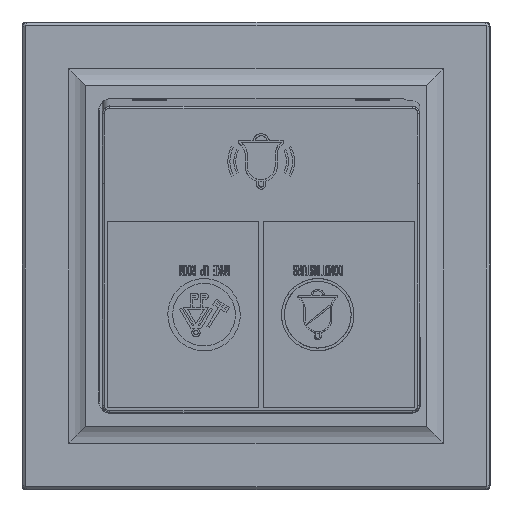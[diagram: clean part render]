
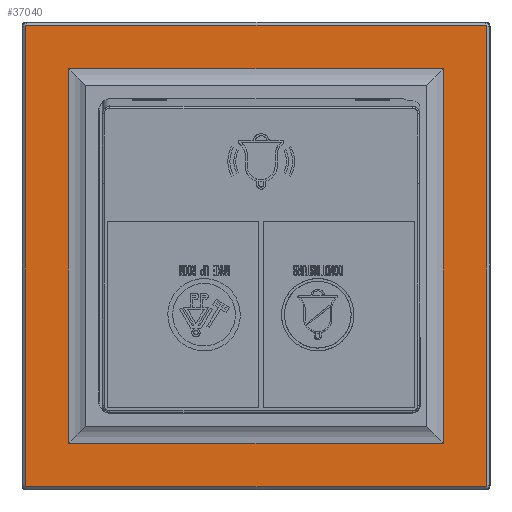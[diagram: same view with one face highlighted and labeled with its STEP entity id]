
A CAD part, top view. The second image highlights one B-rep face of the part: STEP entity #37040.
In plain terms, the highlighted planar face has unit normal (0, 0, 1).
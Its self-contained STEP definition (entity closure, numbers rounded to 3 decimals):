
#366 = CARTESIAN_POINT ( 'NONE',  ( 82.474, 0., 0. ) ) ;
#391 = VERTEX_POINT ( 'NONE', #2383 ) ;
#468 = CARTESIAN_POINT ( 'NONE',  ( 82.675, 0.273, 0. ) ) ;
#477 = EDGE_CURVE ( 'NONE', #23636, #31470, #12283, .T. ) ;
#1375 = CARTESIAN_POINT ( 'NONE',  ( 74.844, 75.117, 0. ) ) ;
#2339 = CARTESIAN_POINT ( 'NONE',  ( 82.402, 82.948, 0. ) ) ;
#2383 = CARTESIAN_POINT ( 'NONE',  ( 82.675, 82.675, 0. ) ) ;
#2635 = EDGE_LOOP ( 'NONE', ( #3900, #33893, #32145, #24735, #31869, #7148, #33133, #10909 ) ) ;
#3409 = VECTOR ( 'NONE', #16524, 1000. ) ;
#3746 = CARTESIAN_POINT ( 'NONE',  ( -0.072, 82.948, 0. ) ) ;
#3884 = CARTESIAN_POINT ( 'NONE',  ( 82.402, 82.948, 0. ) ) ;
#3900 = ORIENTED_EDGE ( 'NONE', *, *, #19461, .T. ) ;
#4901 = VERTEX_POINT ( 'NONE', #19612 ) ;
#5177 = FACE_BOUND ( 'NONE', #6008, .T. ) ;
#5287 = CARTESIAN_POINT ( 'NONE',  ( 0., 0., 0. ) ) ;
#5464 = CARTESIAN_POINT ( 'NONE',  ( 82.675, 82.675, 0. ) ) ;
#6008 = EDGE_LOOP ( 'NONE', ( #10715, #37885, #35624, #7685 ) ) ;
#6574 = LINE ( 'NONE', #24541, #15050 ) ;
#6714 = LINE ( 'NONE', #12395, #7453 ) ;
#7075 = EDGE_CURVE ( 'NONE', #18466, #32665, #19392, .T. ) ;
#7148 = ORIENTED_EDGE ( 'NONE', *, *, #19512, .T. ) ;
#7453 = VECTOR ( 'NONE', #30540, 1000. ) ;
#7455 = CARTESIAN_POINT ( 'NONE',  ( -0.273, 0.201, 0. ) ) ;
#7685 = ORIENTED_EDGE ( 'NONE', *, *, #19703, .T. ) ;
#7746 = EDGE_CURVE ( 'NONE', #4901, #8258, #38651, .T. ) ;
#8258 = VERTEX_POINT ( 'NONE', #468 ) ;
#8410 = DIRECTION ( 'NONE',  ( 0., 1., 0. ) ) ;
#8526 = VERTEX_POINT ( 'NONE', #14128 ) ;
#9508 = CARTESIAN_POINT ( 'NONE',  ( -0.273, 0.273, 0. ) ) ;
#10715 = ORIENTED_EDGE ( 'NONE', *, *, #18089, .T. ) ;
#10909 = ORIENTED_EDGE ( 'NONE', *, *, #477, .T. ) ;
#10945 = CARTESIAN_POINT ( 'NONE',  ( 7.558, 71.117, 0. ) ) ;
#11493 = VERTEX_POINT ( 'NONE', #9508 ) ;
#11586 = EDGE_CURVE ( 'NONE', #11493, #26770, #12611, .T. ) ;
#11770 = VECTOR ( 'NONE', #12952, 1000. ) ;
#11915 = CARTESIAN_POINT ( 'NONE',  ( 82.646, 82.817, 0. ) ) ;
#12283 = LINE ( 'NONE', #36508, #34224 ) ;
#12395 = CARTESIAN_POINT ( 'NONE',  ( 41.201, 0., 0. ) ) ;
#12574 = AXIS2_PLACEMENT_3D ( 'NONE', #29174, #23135, #36883 ) ;
#12611 = B_SPLINE_CURVE_WITH_KNOTS ( 'NONE', 3,
 ( #28517, #7455, #19941, #14099, #19563, #5287 ),
 .UNSPECIFIED., .F., .F.,
 ( 4, 2, 4 ),
 ( 0., 0.5, 1. ),
 .UNSPECIFIED. ) ;
#12733 = CARTESIAN_POINT ( 'NONE',  ( -0.273, 82.746, 0. ) ) ;
#12823 = DIRECTION ( 'NONE',  ( -1., 0., 0. ) ) ;
#12952 = DIRECTION ( 'NONE',  ( 1., 0., 0. ) ) ;
#13441 = B_SPLINE_CURVE_WITH_KNOTS ( 'NONE', 3,
 ( #18227, #3746, #17831, #15678, #12733, #24633 ),
 .UNSPECIFIED., .F., .F.,
 ( 4, 2, 4 ),
 ( 0., 0.5, 1. ),
 .UNSPECIFIED. ) ;
#13780 = FACE_OUTER_BOUND ( 'NONE', #2635, .T. ) ;
#13808 = B_SPLINE_CURVE_WITH_KNOTS ( 'NONE', 3,
 ( #5464, #14854, #11915, #26745, #38094, #2339 ),
 .UNSPECIFIED., .F., .F.,
 ( 4, 2, 4 ),
 ( 0., 0.5, 1. ),
 .UNSPECIFIED. ) ;
#14099 = CARTESIAN_POINT ( 'NONE',  ( -0.142, 0.029, 0. ) ) ;
#14128 = CARTESIAN_POINT ( 'NONE',  ( -0.273, 82.675, 0. ) ) ;
#14854 = CARTESIAN_POINT ( 'NONE',  ( 82.675, 82.746, 0. ) ) ;
#15050 = VECTOR ( 'NONE', #12823, 1000. ) ;
#15678 = CARTESIAN_POINT ( 'NONE',  ( -0.243, 82.817, 0. ) ) ;
#16524 = DIRECTION ( 'NONE',  ( 0., -1., 0. ) ) ;
#17109 = CARTESIAN_POINT ( 'NONE',  ( 74.844, 7.831, 0. ) ) ;
#17322 = VECTOR ( 'NONE', #25615, 1000. ) ;
#17831 = CARTESIAN_POINT ( 'NONE',  ( -0.142, 82.918, 0. ) ) ;
#18089 = EDGE_CURVE ( 'NONE', #37813, #18466, #36784, .T. ) ;
#18227 = CARTESIAN_POINT ( 'NONE',  ( 0., 82.948, 0. ) ) ;
#18409 = CARTESIAN_POINT ( 'NONE',  ( 7.558, 75.117, 0. ) ) ;
#18466 = VERTEX_POINT ( 'NONE', #1375 ) ;
#18832 = CARTESIAN_POINT ( 'NONE',  ( 70.843, 75.117, 0. ) ) ;
#19087 = EDGE_CURVE ( 'NONE', #26770, #4901, #6714, .T. ) ;
#19357 = CARTESIAN_POINT ( 'NONE',  ( 82.675, 41.474, 0. ) ) ;
#19392 = LINE ( 'NONE', #19963, #17322 ) ;
#19461 = EDGE_CURVE ( 'NONE', #31470, #8526, #13441, .T. ) ;
#19512 = EDGE_CURVE ( 'NONE', #8258, #391, #31448, .T. ) ;
#19563 = CARTESIAN_POINT ( 'NONE',  ( -0.072, 0., 0. ) ) ;
#19612 = CARTESIAN_POINT ( 'NONE',  ( 82.402, 0., 0. ) ) ;
#19703 = EDGE_CURVE ( 'NONE', #24320, #37813, #28904, .T. ) ;
#19941 = CARTESIAN_POINT ( 'NONE',  ( -0.243, 0.13, 0. ) ) ;
#19963 = CARTESIAN_POINT ( 'NONE',  ( 74.844, 11.831, 0. ) ) ;
#21828 = CARTESIAN_POINT ( 'NONE',  ( 82.646, 0.13, 0. ) ) ;
#21857 = VECTOR ( 'NONE', #8410, 1000. ) ;
#22193 = LINE ( 'NONE', #34508, #3409 ) ;
#22742 = PLANE ( 'NONE',  #12574 ) ;
#23135 = DIRECTION ( 'NONE',  ( 0., 0., 1. ) ) ;
#23282 = DIRECTION ( 'NONE',  ( -1., 0., 0. ) ) ;
#23636 = VERTEX_POINT ( 'NONE', #3884 ) ;
#23984 = EDGE_CURVE ( 'NONE', #32665, #24320, #6574, .T. ) ;
#24320 = VERTEX_POINT ( 'NONE', #25197 ) ;
#24541 = CARTESIAN_POINT ( 'NONE',  ( 11.558, 7.831, 0. ) ) ;
#24633 = CARTESIAN_POINT ( 'NONE',  ( -0.273, 82.675, 0. ) ) ;
#24735 = ORIENTED_EDGE ( 'NONE', *, *, #19087, .T. ) ;
#25197 = CARTESIAN_POINT ( 'NONE',  ( 7.558, 7.831, 0. ) ) ;
#25517 = CARTESIAN_POINT ( 'NONE',  ( 82.544, 0.029, 0. ) ) ;
#25615 = DIRECTION ( 'NONE',  ( 0., -1., 0. ) ) ;
#25617 = CARTESIAN_POINT ( 'NONE',  ( 0., 82.948, 0. ) ) ;
#26745 = CARTESIAN_POINT ( 'NONE',  ( 82.544, 82.918, 0. ) ) ;
#26770 = VERTEX_POINT ( 'NONE', #35108 ) ;
#28325 = DIRECTION ( 'NONE',  ( 0., 1., 0. ) ) ;
#28517 = CARTESIAN_POINT ( 'NONE',  ( -0.273, 0.273, 0. ) ) ;
#28676 = VECTOR ( 'NONE', #28325, 1000. ) ;
#28904 = LINE ( 'NONE', #10945, #21857 ) ;
#29004 = EDGE_CURVE ( 'NONE', #391, #23636, #13808, .T. ) ;
#29174 = CARTESIAN_POINT ( 'NONE',  ( 41.201, 41.474, 0. ) ) ;
#30057 = CARTESIAN_POINT ( 'NONE',  ( 82.402, 0., 0. ) ) ;
#30540 = DIRECTION ( 'NONE',  ( 1., 0., 0. ) ) ;
#31448 = LINE ( 'NONE', #19357, #28676 ) ;
#31470 = VERTEX_POINT ( 'NONE', #25617 ) ;
#31869 = ORIENTED_EDGE ( 'NONE', *, *, #7746, .T. ) ;
#32145 = ORIENTED_EDGE ( 'NONE', *, *, #11586, .T. ) ;
#32665 = VERTEX_POINT ( 'NONE', #17109 ) ;
#33133 = ORIENTED_EDGE ( 'NONE', *, *, #29004, .T. ) ;
#33893 = ORIENTED_EDGE ( 'NONE', *, *, #34454, .T. ) ;
#34224 = VECTOR ( 'NONE', #23282, 1000. ) ;
#34454 = EDGE_CURVE ( 'NONE', #8526, #11493, #22193, .T. ) ;
#34508 = CARTESIAN_POINT ( 'NONE',  ( -0.273, 41.474, 0. ) ) ;
#35108 = CARTESIAN_POINT ( 'NONE',  ( 0., 0., 0. ) ) ;
#35624 = ORIENTED_EDGE ( 'NONE', *, *, #23984, .T. ) ;
#36508 = CARTESIAN_POINT ( 'NONE',  ( 41.201, 82.948, 0. ) ) ;
#36686 = CARTESIAN_POINT ( 'NONE',  ( 82.675, 0.273, 0. ) ) ;
#36784 = LINE ( 'NONE', #18832, #11770 ) ;
#36883 = DIRECTION ( 'NONE',  ( -1., 0., 0. ) ) ;
#37040 = ADVANCED_FACE ( 'NONE', ( #13780, #5177 ), #22742, .T. ) ;
#37457 = CARTESIAN_POINT ( 'NONE',  ( 82.675, 0.201, 0. ) ) ;
#37813 = VERTEX_POINT ( 'NONE', #18409 ) ;
#37885 = ORIENTED_EDGE ( 'NONE', *, *, #7075, .T. ) ;
#38094 = CARTESIAN_POINT ( 'NONE',  ( 82.474, 82.948, 0. ) ) ;
#38651 = B_SPLINE_CURVE_WITH_KNOTS ( 'NONE', 3,
 ( #30057, #366, #25517, #21828, #37457, #36686 ),
 .UNSPECIFIED., .F., .F.,
 ( 4, 2, 4 ),
 ( 0., 0.5, 1. ),
 .UNSPECIFIED. ) ;
